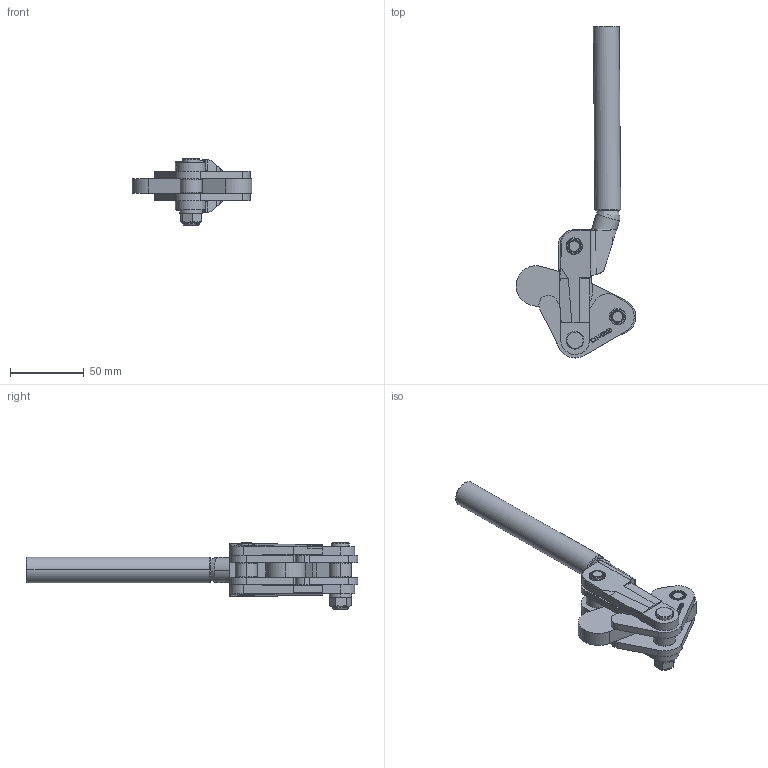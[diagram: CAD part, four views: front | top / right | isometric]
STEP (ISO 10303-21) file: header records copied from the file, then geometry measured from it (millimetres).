
FILE_DESCRIPTION (( 'STEP AP203' ), '1' );
FILE_NAME ('CH-70305.STEP', '2017-12-08T09:01:31', ( 'Windows' ), ( 'Microsoft' ), 'SwSTEP 2.0', 'SolidWorks 2015', '' );
FILE_SCHEMA (( 'CONFIG_CONTROL_DESIGN' ));
Length unit declared in the file: millimetre
Products named in the file (12): 70310-12; 70310-07; 5-16 LOCK NUT; 70310-09; CH-70305; 70310-03; 70310-04; 70310-10; 70310-05; 70310-08; 70310-11; 70305-02
Assembly tree (23 placements, depth 2):
  CH-70305
    70305-02
    70310-07  x2
    70310-09  x10
    70310-03
    70310-04  x2
    70310-10  x2
    70310-05
    70310-08
    70310-11
    70310-12
    5-16 LOCK NUT
Bounding box: 81.23 x 225.05 x 44.99 mm (x, y, z)
Volume: 99736.6 mm3; surface area: 55867.9 mm2
Topology: 25 solids, 25 shells, 3682 faces, 9018 edges, 5969 vertices
Faces by surface type: plane 3188, bspline 196, cylinder 172, cone 123, torus 3
Entity records: 97775 total; most frequent: CARTESIAN_POINT 26369, ORIENTED_EDGE 14592, DIRECTION 13778, EDGE_CURVE 7296, LINE 5288, VECTOR 5288, VERTEX_POINT 4849, AXIS2_PLACEMENT_3D 4245
